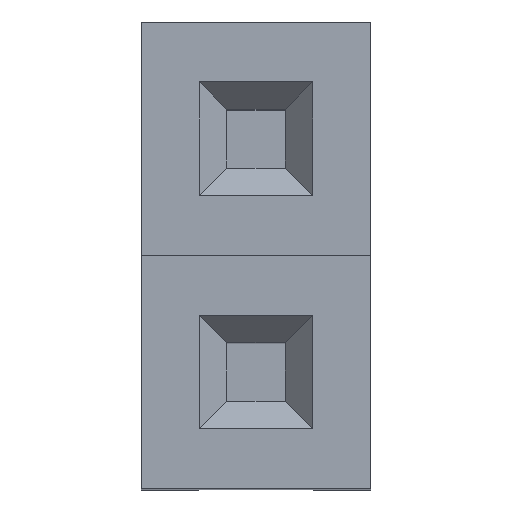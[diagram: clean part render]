
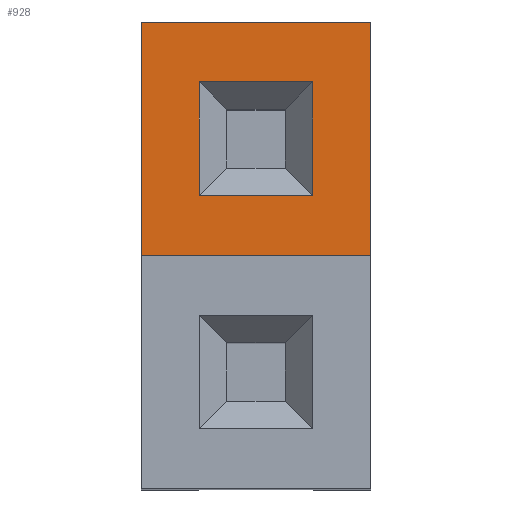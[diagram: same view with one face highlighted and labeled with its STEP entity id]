
A CAD part, top view. The second image highlights one B-rep face of the part: STEP entity #928.
In plain terms, the highlighted planar face has unit normal (0, 0, 1).
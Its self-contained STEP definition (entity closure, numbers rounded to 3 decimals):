
#14=FACE_BOUND('',#120,.T.);
#64=FACE_OUTER_BOUND('',#119,.T.);
#119=EDGE_LOOP('',(#769,#770,#771,#772));
#120=EDGE_LOOP('',(#773,#774,#775,#776));
#213=LINE('',#1417,#337);
#219=LINE('',#1428,#343);
#220=LINE('',#1431,#344);
#223=LINE('',#1436,#347);
#230=LINE('',#1451,#354);
#231=LINE('',#1453,#355);
#232=LINE('',#1455,#356);
#233=LINE('',#1456,#357);
#337=VECTOR('',#1166,10.);
#343=VECTOR('',#1174,10.);
#344=VECTOR('',#1177,10.);
#347=VECTOR('',#1182,10.);
#354=VECTOR('',#1195,10.);
#355=VECTOR('',#1196,10.);
#356=VECTOR('',#1197,10.);
#357=VECTOR('',#1198,10.);
#433=VERTEX_POINT('',#1415);
#434=VERTEX_POINT('',#1416);
#438=VERTEX_POINT('',#1426);
#439=VERTEX_POINT('',#1430);
#444=VERTEX_POINT('',#1449);
#445=VERTEX_POINT('',#1450);
#446=VERTEX_POINT('',#1452);
#447=VERTEX_POINT('',#1454);
#541=EDGE_CURVE('',#433,#434,#213,.T.);
#547=EDGE_CURVE('',#438,#433,#219,.T.);
#548=EDGE_CURVE('',#439,#438,#220,.T.);
#551=EDGE_CURVE('',#434,#439,#223,.T.);
#558=EDGE_CURVE('',#444,#445,#230,.T.);
#559=EDGE_CURVE('',#446,#445,#231,.T.);
#560=EDGE_CURVE('',#447,#446,#232,.T.);
#561=EDGE_CURVE('',#444,#447,#233,.T.);
#769=ORIENTED_EDGE('',*,*,#558,.T.);
#770=ORIENTED_EDGE('',*,*,#559,.F.);
#771=ORIENTED_EDGE('',*,*,#560,.F.);
#772=ORIENTED_EDGE('',*,*,#561,.F.);
#773=ORIENTED_EDGE('',*,*,#541,.F.);
#774=ORIENTED_EDGE('',*,*,#547,.F.);
#775=ORIENTED_EDGE('',*,*,#548,.F.);
#776=ORIENTED_EDGE('',*,*,#551,.F.);
#874=PLANE('',#999);
#928=ADVANCED_FACE('',(#64,#14),#874,.T.);
#999=AXIS2_PLACEMENT_3D('',#1448,#1193,#1194);
#1166=DIRECTION('',(0.,1.,0.));
#1174=DIRECTION('',(1.,0.,0.));
#1177=DIRECTION('',(0.,-1.,0.));
#1182=DIRECTION('',(-1.,0.,0.));
#1193=DIRECTION('center_axis',(0.,0.,1.));
#1194=DIRECTION('ref_axis',(1.,0.,0.));
#1195=DIRECTION('',(0.,1.,0.));
#1196=DIRECTION('',(1.,0.,0.));
#1197=DIRECTION('',(0.,1.,0.));
#1198=DIRECTION('',(-1.,0.,0.));
#1415=CARTESIAN_POINT('',(0.62,0.65,8.5));
#1416=CARTESIAN_POINT('',(0.62,1.89,8.5));
#1417=CARTESIAN_POINT('',(0.62,1.11,8.5));
#1426=CARTESIAN_POINT('',(-0.62,0.65,8.5));
#1428=CARTESIAN_POINT('',(-0.785,0.65,8.5));
#1430=CARTESIAN_POINT('',(-0.62,1.89,8.5));
#1431=CARTESIAN_POINT('',(-0.62,1.43,8.5));
#1436=CARTESIAN_POINT('',(-0.465,1.89,8.5));
#1448=CARTESIAN_POINT('Origin',(-1.25,1.27,8.5));
#1449=CARTESIAN_POINT('',(1.25,0.,8.5));
#1450=CARTESIAN_POINT('',(1.25,2.54,8.5));
#1451=CARTESIAN_POINT('',(1.25,1.27,8.5));
#1452=CARTESIAN_POINT('',(-1.25,2.54,8.5));
#1453=CARTESIAN_POINT('',(-1.25,2.54,8.5));
#1454=CARTESIAN_POINT('',(-1.25,0.,8.5));
#1455=CARTESIAN_POINT('',(-1.25,1.27,8.5));
#1456=CARTESIAN_POINT('',(-1.25,0.,8.5));
